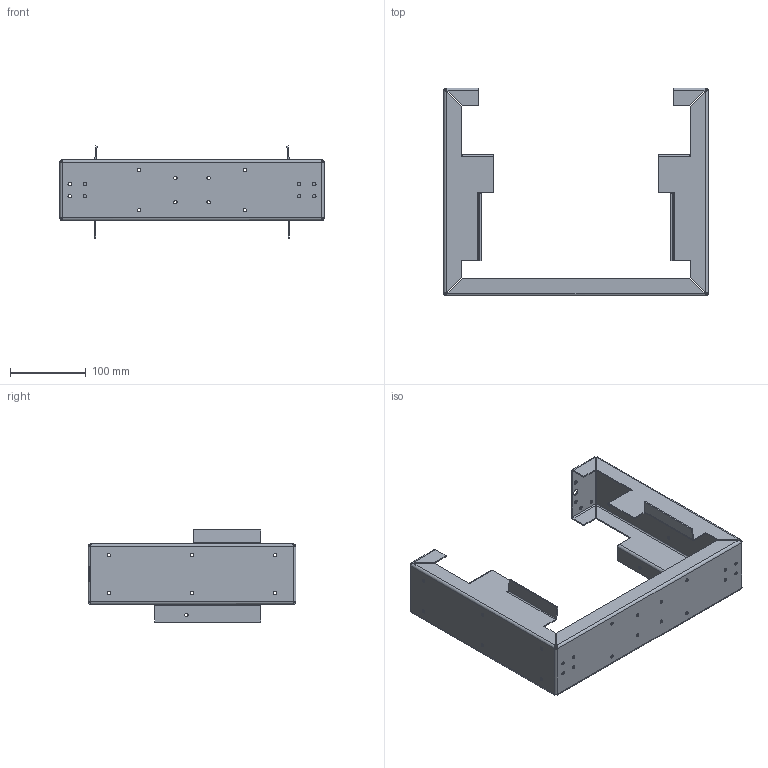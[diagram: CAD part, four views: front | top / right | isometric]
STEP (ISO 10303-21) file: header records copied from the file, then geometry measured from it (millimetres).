
FILE_DESCRIPTION(/* description */ (''),/* implementation_level */ '2;1');
FILE_NAME(/* name */ 'frame_lower.stp',/* time_stamp */ '2016-05-22T17:23:47-07:00',/* author */ ('cruiser'),/* organization */ (''),/* preprocessor_version */ 'ST-DEVELOPER v15.2',/* originating_system */ 'Autodesk Inventor 2014',/* authorisation */ '');
FILE_SCHEMA (('AUTOMOTIVE_DESIGN { 1 0 10303 214 3 1 1 }'));
Length unit declared in the file: millimetre
Products named in the file (1): frame_lower
Bounding box: 350 x 275 x 121.89 mm (x, y, z)
Volume: 220948 mm3; surface area: 284078 mm2
Topology: 1 solids, 1 shells, 244 faces, 568 edges, 324 vertices
Faces by surface type: plane 144, cylinder 84, bspline 16
Full cylindrical faces by diameter (mm): 4.5 x38, 5 x4, 8 x2
Entity records: 7104 total; most frequent: CARTESIAN_POINT 1637, DIRECTION 1074, ORIENTED_EDGE 1048, EDGE_CURVE 524, EDGE_LOOP 376, AXIS2_PLACEMENT_3D 369, LINE 336, VECTOR 336
